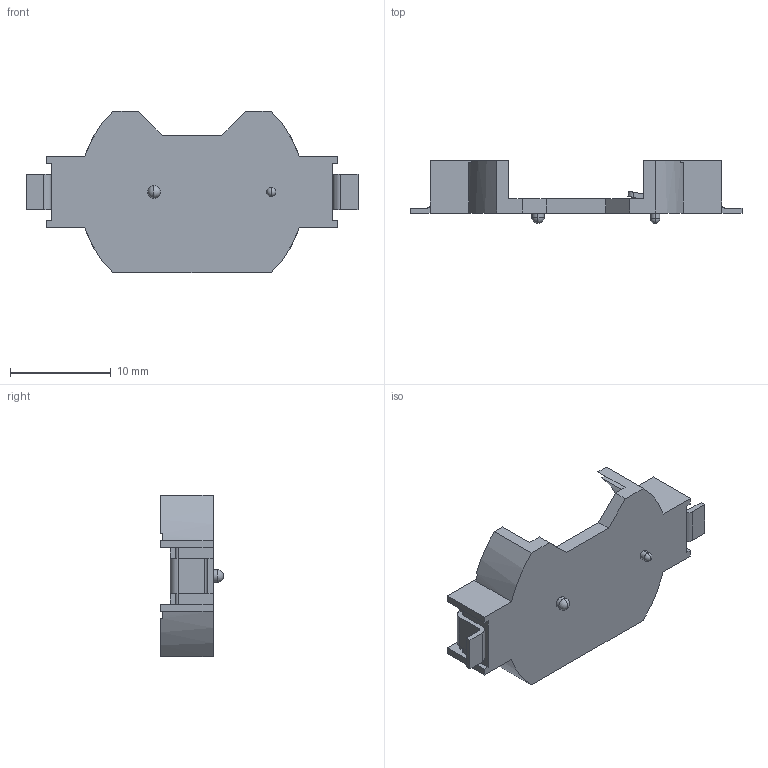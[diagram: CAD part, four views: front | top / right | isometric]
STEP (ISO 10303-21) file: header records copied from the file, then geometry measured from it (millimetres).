
FILE_DESCRIPTION (( 'STEP AP214' ), '1' );
FILE_NAME ('BH-20H-1T.STEP', '2019-11-12T12:39:56', ( '' ), ( '' ), 'SwSTEP 2.0', 'SolidWorks 2017', '' );
FILE_SCHEMA (( 'AUTOMOTIVE_DESIGN' ));
Length unit declared in the file: millimetre
Products named in the file (1): BH-20H-1T
Bounding box: 32.89 x 6.22 x 16 mm (x, y, z)
Volume: 756.3 mm3; surface area: 1485.7 mm2
Topology: 3 solids, 3 shells, 198 faces, 548 edges, 355 vertices
Faces by surface type: plane 125, cylinder 69, sphere 4
Entity records: 6309 total; most frequent: DIRECTION 1091, CARTESIAN_POINT 1090, ORIENTED_EDGE 1080, EDGE_CURVE 540, VECTOR 387, LINE 387, AXIS2_PLACEMENT_3D 352, VERTEX_POINT 351
